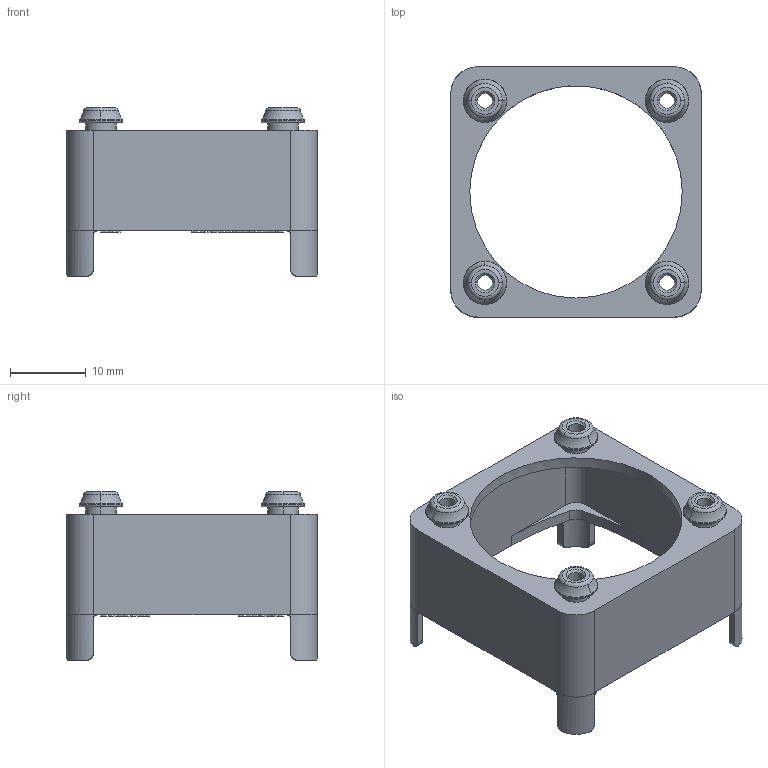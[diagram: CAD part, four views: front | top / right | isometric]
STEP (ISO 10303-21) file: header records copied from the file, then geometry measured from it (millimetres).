
FILE_DESCRIPTION((''),'2;1');
FILE_NAME('LM-30-100-10.stp','2008-02-15T18:35:54',(''),(''),'Mechanical Desktop.R8.0.24.0','Mechanical Desktop.R8.0.24.0',', , ');
FILE_SCHEMA(('CONFIG_CONTROL_DESIGN'));
Length unit declared in the file: millimetre
Products named in the file (2): LM-30-100-10 OVA; LM-30-100-10 OV
Assembly tree (1 placements, depth 2):
  LM-30-100-10 OVA
    LM-30-100-10 OV
Bounding box: 33 x 33 x 22.25 mm (x, y, z)
Volume: 3179.8 mm3; surface area: 4798.4 mm2
Topology: 1 solids, 1 shells, 1234 faces, 3437 edges, 2261 vertices
Faces by surface type: bspline 810, plane 266, cylinder 98, torus 36, sphere 16, cone 8
Entity records: 45755 total; most frequent: CARTESIAN_POINT 19524, ORIENTED_EDGE 6826, EDGE_CURVE 3413, DIRECTION 2926, VERTEX_POINT 2253, B_SPLINE_CURVE_WITH_KNOTS 1636, VECTOR 1480, LINE 1480
